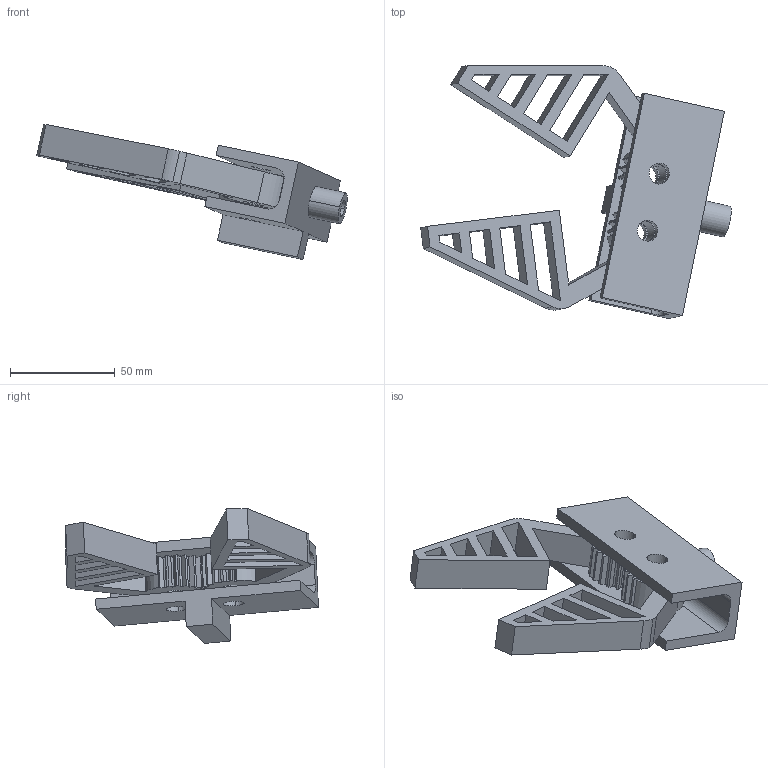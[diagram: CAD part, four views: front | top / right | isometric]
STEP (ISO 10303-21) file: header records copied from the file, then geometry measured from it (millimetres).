
FILE_DESCRIPTION (( 'STEP AP214' ), '1' );
FILE_NAME ('gripper_test_assembly_2.STEP', '2021-11-07T17:14:41', ( '' ), ( '' ), 'SwSTEP 2.0', 'SolidWorks 2020', '' );
FILE_SCHEMA (( 'AUTOMOTIVE_DESIGN' ));
Length unit declared in the file: millimetre
Products named in the file (4): gripper_test_assembly_2; finger_fin_right; finger_fin; holder_fin
Assembly tree (3 placements, depth 2):
  gripper_test_assembly_2
    finger_fin_right
    finger_fin
    holder_fin
Bounding box: 148.32 x 120.79 x 64.41 mm (x, y, z)
Volume: 118832 mm3; surface area: 51926.6 mm2
Topology: 3 solids, 3 shells, 194 faces, 558 edges, 372 vertices
Faces by surface type: plane 141, cylinder 53
Entity records: 6538 total; most frequent: CARTESIAN_POINT 1130, ORIENTED_EDGE 1116, DIRECTION 1064, EDGE_CURVE 558, VECTOR 452, LINE 452, VERTEX_POINT 372, AXIS2_PLACEMENT_3D 306
